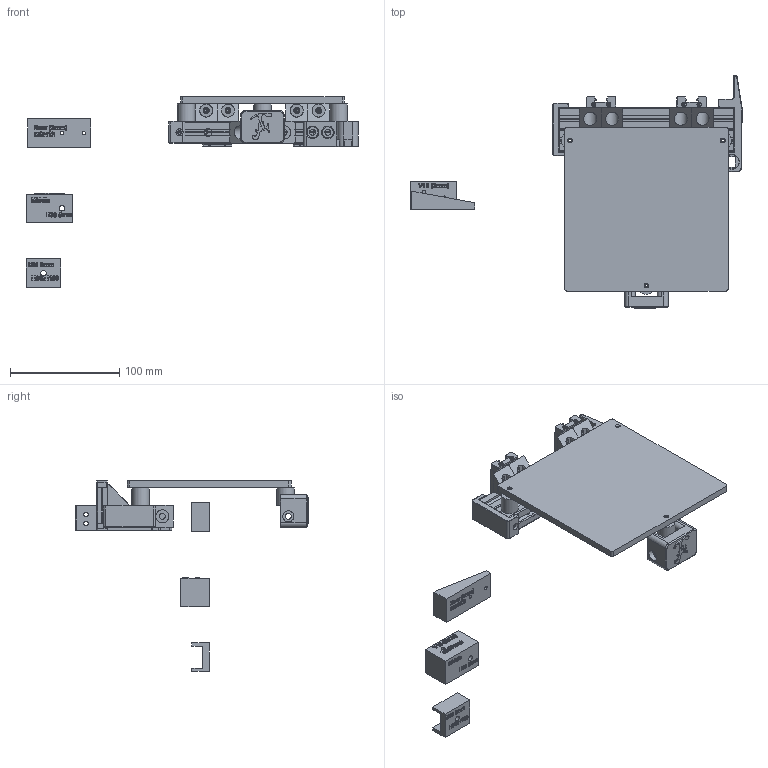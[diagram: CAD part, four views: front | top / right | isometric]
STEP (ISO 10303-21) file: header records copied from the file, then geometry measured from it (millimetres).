
FILE_DESCRIPTION(/* description */ (''),/* implementation_level */ '2;1');
FILE_NAME(/* name */ '150mm.step',/* time_stamp */ '2021-05-17T17:20:38-07:00',/* author */ (''),/* organization */ (''),/* preprocessor_version */ 'ST-DEVELOPER v18.1',/* originating_system */ 'Autodesk Translation Framework v10.6.0.1341',/* authorisation */ '');
FILE_SCHEMA (('AUTOMOTIVE_DESIGN { 1 0 10303 214 3 1 1 }'));
Products named in the file (17): 150/190 All Metal Bed Assembly; Bed; Cars; MGN12H, LINEAR GUIDE BLOCK; Under Frame; Open Bjilds Corner Cube; Component18; Silicone Bed Spacer; Component9; Component10; End Cap; Nameplate; 150 Extrusions; HFSB5-2020-160-LCV-RCV-AH30-BH80-CH130; HFSB5-2020-160-Drilled; Z Touch and Chain Mount; Jigs
Assembly tree (22 placements, depth 4):
  150/190 All Metal Bed Assembly
    Bed
    Cars
      MGN12H, LINEAR GUIDE BLOCK  x2
    Under Frame
      Open Bjilds Corner Cube  x6
        Component18
      Silicone Bed Spacer
      Component9
      Component10
      End Cap
    Nameplate
    150 Extrusions
      HFSB5-2020-160-LCV-RCV-AH30-BH80-CH130
      HFSB5-2020-160-Drilled
    Z Touch and Chain Mount
    Jigs
Bounding box: 304.4 x 213.66 x 174.96 mm (x, y, z)
Volume: 316834.9 mm3; surface area: 171109.3 mm2
Topology: 36 solids, 36 shells, 2256 faces, 6187 edges, 4079 vertices
Faces by surface type: plane 1200, bspline 662, cylinder 310, cone 74, sphere 8, torus 2
Full cylindrical faces by diameter (mm): 2.5 x8, 2.529 x3, 3 x11, 3.2 x8, 3.4 x5, 4 x2, 4.2 x15, 5 x2, 5.4 x6, 5.5 x5, 6.5 x2, 7.35 x5, 10 x5, 12 x6, 12.8 x1, 15.8 x3
Entity records: 64583 total; most frequent: CARTESIAN_POINT 18491, ORIENTED_EDGE 10624, DIRECTION 7199, EDGE_CURVE 5312, VERTEX_POINT 3501, LINE 3289, VECTOR 3289, EDGE_LOOP 2081
